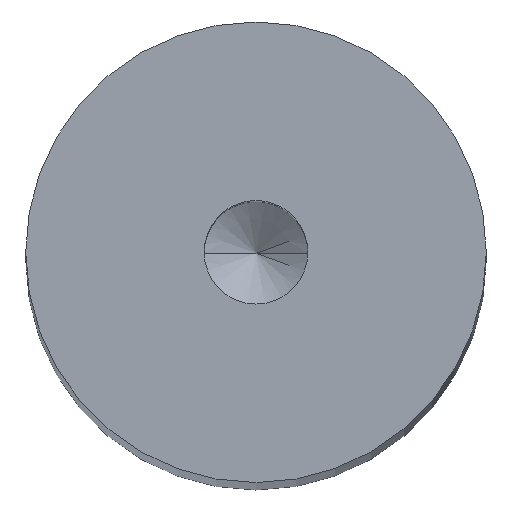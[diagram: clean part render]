
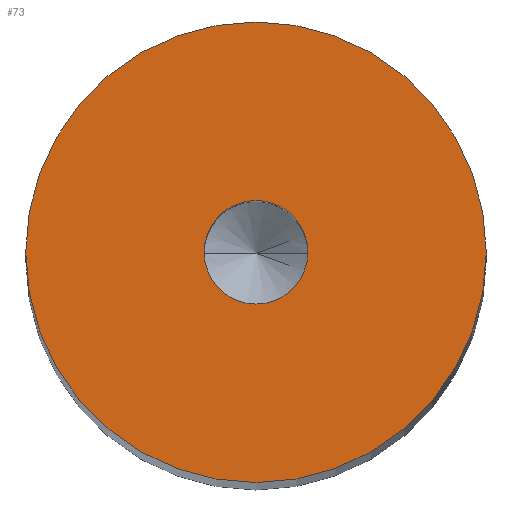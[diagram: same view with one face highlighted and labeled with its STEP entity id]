
A CAD part, top view. The second image highlights one B-rep face of the part: STEP entity #73.
In plain terms, the highlighted planar face has unit normal (0, 0, 1).
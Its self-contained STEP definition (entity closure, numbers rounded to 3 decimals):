
#9 = CARTESIAN_POINT ( 'NONE',  ( 0., 0., 102.85 ) ) ;
#24 = CARTESIAN_POINT ( 'NONE',  ( 1.25, 0., 102.85 ) ) ;
#32 = FACE_BOUND ( 'NONE', #203, .T. ) ;
#39 = EDGE_LOOP ( 'NONE', ( #124, #142 ) ) ;
#42 = AXIS2_PLACEMENT_3D ( 'NONE', #336, #102, #301 ) ;
#44 = ORIENTED_EDGE ( 'NONE', *, *, #114, .F. ) ;
#49 = DIRECTION ( 'NONE',  ( 1., 0., 0. ) ) ;
#73 = ADVANCED_FACE ( 'NONE', ( #32, #139 ), #366, .T. ) ;
#99 = DIRECTION ( 'NONE',  ( 0., 0., 1. ) ) ;
#101 = EDGE_CURVE ( 'NONE', #185, #249, #111, .T. ) ;
#102 = DIRECTION ( 'NONE',  ( 0., 0., 1. ) ) ;
#107 = VERTEX_POINT ( 'NONE', #307 ) ;
#111 = CIRCLE ( 'NONE', #130, 1.25 ) ;
#114 = EDGE_CURVE ( 'NONE', #249, #185, #209, .T. ) ;
#117 = DIRECTION ( 'NONE',  ( 0., 0., 1. ) ) ;
#123 = CARTESIAN_POINT ( 'NONE',  ( -1.25, 0., 102.85 ) ) ;
#124 = ORIENTED_EDGE ( 'NONE', *, *, #282, .T. ) ;
#130 = AXIS2_PLACEMENT_3D ( 'NONE', #300, #99, #49 ) ;
#138 = CARTESIAN_POINT ( 'NONE',  ( 0., 0., 102.85 ) ) ;
#139 = FACE_OUTER_BOUND ( 'NONE', #39, .T. ) ;
#140 = AXIS2_PLACEMENT_3D ( 'NONE', #9, #186, #360 ) ;
#142 = ORIENTED_EDGE ( 'NONE', *, *, #310, .T. ) ;
#161 = VERTEX_POINT ( 'NONE', #345 ) ;
#166 = DIRECTION ( 'NONE',  ( 1., 0., 0. ) ) ;
#185 = VERTEX_POINT ( 'NONE', #24 ) ;
#186 = DIRECTION ( 'NONE',  ( 0., 0., 1. ) ) ;
#203 = EDGE_LOOP ( 'NONE', ( #217, #44 ) ) ;
#209 = CIRCLE ( 'NONE', #306, 1.25 ) ;
#217 = ORIENTED_EDGE ( 'NONE', *, *, #101, .F. ) ;
#233 = DIRECTION ( 'NONE',  ( 1., 0., 0. ) ) ;
#241 = CIRCLE ( 'NONE', #140, 5.556 ) ;
#249 = VERTEX_POINT ( 'NONE', #123 ) ;
#261 = CARTESIAN_POINT ( 'NONE',  ( 0., 0., 102.85 ) ) ;
#276 = AXIS2_PLACEMENT_3D ( 'NONE', #261, #117, #233 ) ;
#282 = EDGE_CURVE ( 'NONE', #107, #161, #335, .T. ) ;
#300 = CARTESIAN_POINT ( 'NONE',  ( 0., 0., 102.85 ) ) ;
#301 = DIRECTION ( 'NONE',  ( 1., 0., 0. ) ) ;
#306 = AXIS2_PLACEMENT_3D ( 'NONE', #138, #374, #166 ) ;
#307 = CARTESIAN_POINT ( 'NONE',  ( -5.556, 0., 102.85 ) ) ;
#310 = EDGE_CURVE ( 'NONE', #161, #107, #241, .T. ) ;
#335 = CIRCLE ( 'NONE', #276, 5.556 ) ;
#336 = CARTESIAN_POINT ( 'NONE',  ( 0., 0., 102.85 ) ) ;
#345 = CARTESIAN_POINT ( 'NONE',  ( 5.556, 0., 102.85 ) ) ;
#360 = DIRECTION ( 'NONE',  ( 1., 0., 0. ) ) ;
#366 = PLANE ( 'NONE',  #42 ) ;
#374 = DIRECTION ( 'NONE',  ( 0., 0., 1. ) ) ;
